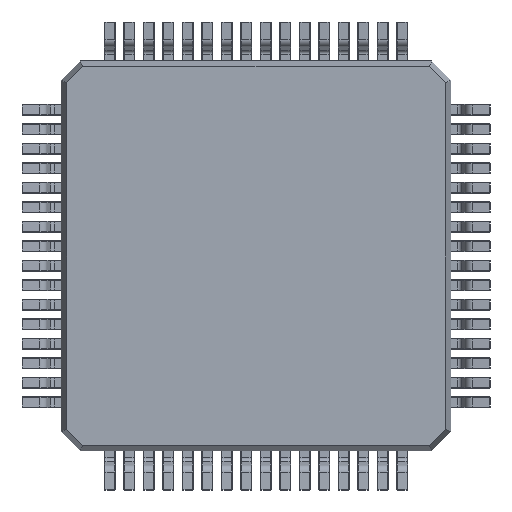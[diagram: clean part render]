
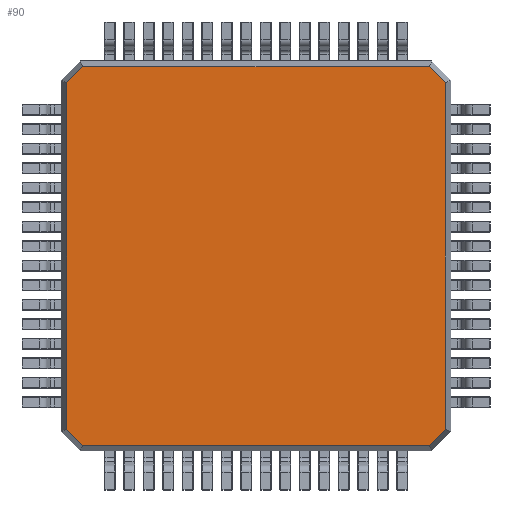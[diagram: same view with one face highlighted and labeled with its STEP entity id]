
A CAD part, front view. The second image highlights one B-rep face of the part: STEP entity #90.
In plain terms, the highlighted planar face has unit normal (0, -1, 0).
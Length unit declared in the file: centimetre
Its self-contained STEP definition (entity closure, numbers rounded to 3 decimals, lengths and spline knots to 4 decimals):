
#58 = DIRECTION ( 'NONE',  ( -0.707, 0., 0.707 ) ) ;
#90 = ADVANCED_FACE ( 'NONE', ( #827 ), #2216, .T. ) ;
#224 = DIRECTION ( 'NONE',  ( 0., 0., 1. ) ) ;
#245 = EDGE_CURVE ( 'NONE', #2136, #3037, #445, .T. ) ;
#318 = DIRECTION ( 'NONE',  ( -0.707, 0., -0.707 ) ) ;
#355 = VECTOR ( 'NONE', #1300, 100. ) ;
#445 = LINE ( 'NONE', #2484, #1246 ) ;
#454 = LINE ( 'NONE', #987, #355 ) ;
#724 = ORIENTED_EDGE ( 'NONE', *, *, #2901, .T. ) ;
#827 = FACE_OUTER_BOUND ( 'NONE', #2909, .T. ) ;
#860 = CARTESIAN_POINT ( 'NONE',  ( 0.485, 0.015, 0.4438 ) ) ;
#867 = DIRECTION ( 'NONE',  ( -1., 0., 0. ) ) ;
#892 = CARTESIAN_POINT ( 'NONE',  ( 0., 0.015, -0.485 ) ) ;
#927 = VERTEX_POINT ( 'NONE', #3671 ) ;
#956 = EDGE_CURVE ( 'NONE', #1207, #1982, #3122, .T. ) ;
#970 = VECTOR ( 'NONE', #1169, 100. ) ;
#987 = CARTESIAN_POINT ( 'NONE',  ( 0.4438, 0.015, -0.485 ) ) ;
#1165 = VERTEX_POINT ( 'NONE', #1942 ) ;
#1169 = DIRECTION ( 'NONE',  ( 1., 0., 0. ) ) ;
#1207 = VERTEX_POINT ( 'NONE', #1324 ) ;
#1208 = LINE ( 'NONE', #1892, #3604 ) ;
#1246 = VECTOR ( 'NONE', #318, 100. ) ;
#1300 = DIRECTION ( 'NONE',  ( 0.707, 0., 0.707 ) ) ;
#1324 = CARTESIAN_POINT ( 'NONE',  ( -0.4438, 0.015, -0.485 ) ) ;
#1333 = EDGE_CURVE ( 'NONE', #3911, #1165, #1208, .T. ) ;
#1340 = ORIENTED_EDGE ( 'NONE', *, *, #245, .T. ) ;
#1405 = AXIS2_PLACEMENT_3D ( 'NONE', #2540, #3750, #1915 ) ;
#1590 = ORIENTED_EDGE ( 'NONE', *, *, #1333, .T. ) ;
#1668 = ORIENTED_EDGE ( 'NONE', *, *, #3811, .T. ) ;
#1806 = VECTOR ( 'NONE', #867, 100. ) ;
#1833 = CARTESIAN_POINT ( 'NONE',  ( -0.485, 0.015, -0.4438 ) ) ;
#1873 = ORIENTED_EDGE ( 'NONE', *, *, #2008, .T. ) ;
#1892 = CARTESIAN_POINT ( 'NONE',  ( 0.485, 0.015, 0.4438 ) ) ;
#1915 = DIRECTION ( 'NONE',  ( 1., 0., 0. ) ) ;
#1942 = CARTESIAN_POINT ( 'NONE',  ( 0.4438, 0.015, 0.485 ) ) ;
#1982 = VERTEX_POINT ( 'NONE', #3117 ) ;
#2008 = EDGE_CURVE ( 'NONE', #1982, #927, #454, .T. ) ;
#2136 = VERTEX_POINT ( 'NONE', #2272 ) ;
#2216 = PLANE ( 'NONE',  #1405 ) ;
#2272 = CARTESIAN_POINT ( 'NONE',  ( -0.4438, 0.015, 0.485 ) ) ;
#2401 = EDGE_CURVE ( 'NONE', #3037, #3625, #3285, .T. ) ;
#2405 = CARTESIAN_POINT ( 'NONE',  ( 0., 0.015, 0.485 ) ) ;
#2484 = CARTESIAN_POINT ( 'NONE',  ( -0.4438, 0.015, 0.485 ) ) ;
#2540 = CARTESIAN_POINT ( 'NONE',  ( 0., 0.015, -0.5 ) ) ;
#2649 = VECTOR ( 'NONE', #224, 100. ) ;
#2703 = EDGE_CURVE ( 'NONE', #3625, #1207, #3721, .T. ) ;
#2849 = CARTESIAN_POINT ( 'NONE',  ( -0.485, 0.015, -0.4438 ) ) ;
#2899 = VECTOR ( 'NONE', #3783, 100. ) ;
#2901 = EDGE_CURVE ( 'NONE', #1165, #2136, #3463, .T. ) ;
#2905 = VECTOR ( 'NONE', #3313, 100. ) ;
#2906 = ORIENTED_EDGE ( 'NONE', *, *, #956, .T. ) ;
#2909 = EDGE_LOOP ( 'NONE', ( #1873, #1668, #1590, #724, #1340, #3210, #3315, #2906 ) ) ;
#3037 = VERTEX_POINT ( 'NONE', #3076 ) ;
#3076 = CARTESIAN_POINT ( 'NONE',  ( -0.485, 0.015, 0.4438 ) ) ;
#3117 = CARTESIAN_POINT ( 'NONE',  ( 0.4438, 0.015, -0.485 ) ) ;
#3122 = LINE ( 'NONE', #892, #970 ) ;
#3210 = ORIENTED_EDGE ( 'NONE', *, *, #2401, .T. ) ;
#3285 = LINE ( 'NONE', #3324, #2905 ) ;
#3313 = DIRECTION ( 'NONE',  ( 0., 0., -1. ) ) ;
#3315 = ORIENTED_EDGE ( 'NONE', *, *, #2703, .T. ) ;
#3324 = CARTESIAN_POINT ( 'NONE',  ( -0.485, 0.015, -0.5 ) ) ;
#3463 = LINE ( 'NONE', #2405, #1806 ) ;
#3466 = LINE ( 'NONE', #3937, #2649 ) ;
#3604 = VECTOR ( 'NONE', #58, 100. ) ;
#3625 = VERTEX_POINT ( 'NONE', #1833 ) ;
#3671 = CARTESIAN_POINT ( 'NONE',  ( 0.485, 0.015, -0.4438 ) ) ;
#3721 = LINE ( 'NONE', #2849, #2899 ) ;
#3750 = DIRECTION ( 'NONE',  ( 0., -1., 0. ) ) ;
#3783 = DIRECTION ( 'NONE',  ( 0.707, 0., -0.707 ) ) ;
#3811 = EDGE_CURVE ( 'NONE', #927, #3911, #3466, .T. ) ;
#3911 = VERTEX_POINT ( 'NONE', #860 ) ;
#3937 = CARTESIAN_POINT ( 'NONE',  ( 0.485, 0.015, -0.5 ) ) ;
